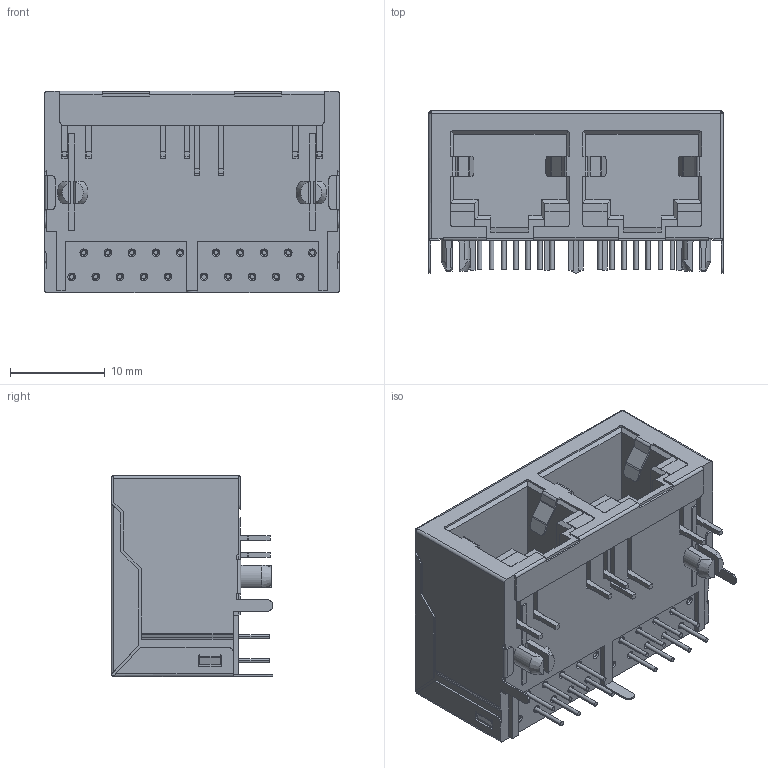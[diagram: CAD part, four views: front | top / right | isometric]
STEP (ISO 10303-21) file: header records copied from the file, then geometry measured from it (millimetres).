
FILE_DESCRIPTION((''),'2;1');
FILE_NAME('FRJ45002','2021-05-21T',('gongcheng6'),(''),'PRO/ENGINEER BY PARAMETRIC TECHNOLOGY CORPORATION, 2010280','PRO/ENGINEER BY PARAMETRIC TECHNOLOGY CORPORATION, 2010280','');
FILE_SCHEMA(('CONFIG_CONTROL_DESIGN'));
Length unit declared in the file: millimetre
Products named in the file (1): FRJ45002
Bounding box: 31.12 x 17.1 x 21.27 mm (x, y, z)
Volume: 6451.1 mm3; surface area: 4292.7 mm2
Topology: 1 solids, 1 shells, 667 faces, 1723 edges, 1098 vertices
Faces by surface type: plane 447, cylinder 172, cone 44, sphere 4
Entity records: 20161 total; most frequent: CARTESIAN_POINT 3632, ORIENTED_EDGE 3446, DIRECTION 3397, EDGE_CURVE 1723, VECTOR 1299, LINE 1299, VERTEX_POINT 1098, AXIS2_PLACEMENT_3D 1049
